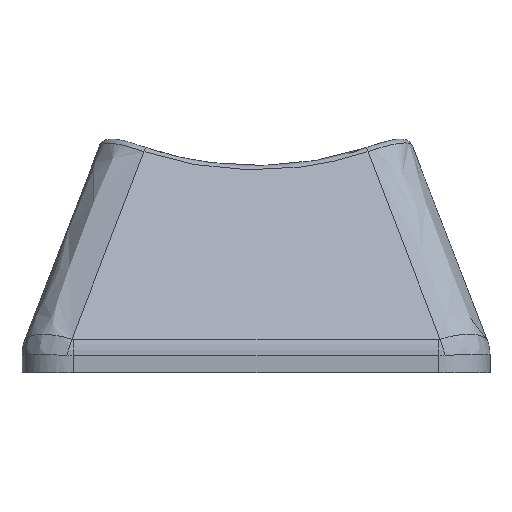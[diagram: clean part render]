
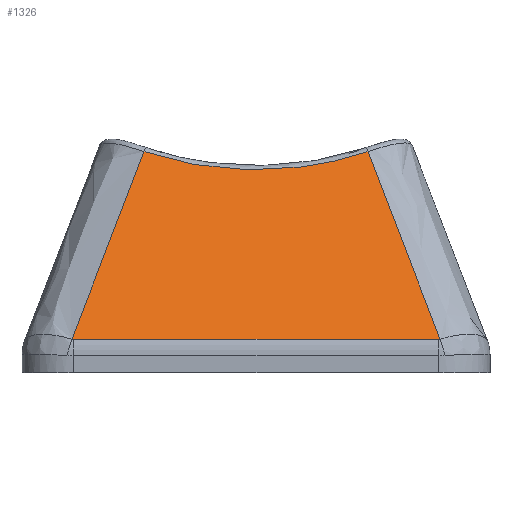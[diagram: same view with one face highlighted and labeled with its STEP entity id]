
A CAD part, front view. The second image highlights one B-rep face of the part: STEP entity #1326.
In plain terms, the highlighted planar face has unit normal (0, -0.906, 0.424).
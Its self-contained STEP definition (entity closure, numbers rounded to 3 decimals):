
#14=PLANE('',#1421);
#41=LINE('',#2091,#97);
#97=VECTOR('',#1495,10.);
#164=ELLIPSE('',#1403,1.179,0.5);
#166=ELLIPSE('',#1408,1.179,0.5);
#232=FACE_OUTER_BOUND('',#315,.T.);
#315=EDGE_LOOP('',(#949,#950,#951,#952,#953,#954));
#430=B_SPLINE_CURVE_WITH_KNOTS('',3,(#2536,#2537,#2538,#2539),
 .UNSPECIFIED.,.F.,.F.,(4,4),(-0.929,-0.078),
 .UNSPECIFIED.);
#432=B_SPLINE_CURVE_WITH_KNOTS('',3,(#2547,#2548,#2549,#2550),
 .UNSPECIFIED.,.F.,.F.,(4,4),(0.078,0.929),
 .UNSPECIFIED.);
#433=B_SPLINE_CURVE_WITH_KNOTS('',3,(#2551,#2552,#2553,#2554),
 .UNSPECIFIED.,.F.,.F.,(4,4),(-0.888,0.),.UNSPECIFIED.);
#515=VERTEX_POINT('',#2047);
#519=VERTEX_POINT('',#2081);
#521=VERTEX_POINT('',#2087);
#523=VERTEX_POINT('',#2108);
#549=VERTEX_POINT('',#2535);
#550=VERTEX_POINT('',#2546);
#659=EDGE_CURVE('',#515,#519,#164,.T.);
#662=EDGE_CURVE('',#519,#521,#41,.T.);
#665=EDGE_CURVE('',#521,#523,#166,.T.);
#704=EDGE_CURVE('',#523,#549,#430,.T.);
#706=EDGE_CURVE('',#550,#515,#432,.T.);
#707=EDGE_CURVE('',#549,#550,#433,.T.);
#949=ORIENTED_EDGE('',*,*,#665,.F.);
#950=ORIENTED_EDGE('',*,*,#662,.F.);
#951=ORIENTED_EDGE('',*,*,#659,.F.);
#952=ORIENTED_EDGE('',*,*,#706,.F.);
#953=ORIENTED_EDGE('',*,*,#707,.F.);
#954=ORIENTED_EDGE('',*,*,#704,.F.);
#1326=ADVANCED_FACE('',(#232),#14,.T.);
#1403=AXIS2_PLACEMENT_3D('',#2085,#1488,#1489);
#1408=AXIS2_PLACEMENT_3D('',#2112,#1500,#1501);
#1421=AXIS2_PLACEMENT_3D('',#2545,#1528,#1529);
#1488=DIRECTION('center_axis',(0.,0.906,-0.424));
#1489=DIRECTION('ref_axis',(0.,-0.424,-0.906));
#1495=DIRECTION('',(-1.,0.,0.));
#1500=DIRECTION('center_axis',(0.,0.906,-0.424));
#1501=DIRECTION('ref_axis',(0.,-0.424,-0.906));
#1528=DIRECTION('center_axis',(0.,-0.906,
0.424));
#1529=DIRECTION('ref_axis',(0.,-0.424,-0.906));
#2047=CARTESIAN_POINT('',(7.145,-8.935,0.311));
#2081=CARTESIAN_POINT('',(7.081,-8.939,0.302));
#2085=CARTESIAN_POINT('Origin',(7.081,-8.439,1.37));
#2087=CARTESIAN_POINT('',(-7.08,-8.939,0.302));
#2091=CARTESIAN_POINT('',(7.525,-8.939,0.302));
#2108=CARTESIAN_POINT('',(-7.145,-8.935,0.311));
#2112=CARTESIAN_POINT('Origin',(-7.08,-8.439,1.37));
#2535=CARTESIAN_POINT('',(-4.347,-5.527,7.588));
#2536=CARTESIAN_POINT('Ctrl Pts',(-7.145,-8.935,0.311));
#2537=CARTESIAN_POINT('Ctrl Pts',(-6.22,-7.798,2.739));
#2538=CARTESIAN_POINT('Ctrl Pts',(-5.289,-6.662,5.165));
#2539=CARTESIAN_POINT('Ctrl Pts',(-4.347,-5.527,7.588));
#2545=CARTESIAN_POINT('Origin',(5.969,-5.088,8.527));
#2546=CARTESIAN_POINT('',(4.347,-5.527,7.588));
#2547=CARTESIAN_POINT('Ctrl Pts',(4.347,-5.527,7.588));
#2548=CARTESIAN_POINT('Ctrl Pts',(5.289,-6.662,5.165));
#2549=CARTESIAN_POINT('Ctrl Pts',(6.22,-7.798,2.739));
#2550=CARTESIAN_POINT('Ctrl Pts',(7.145,-8.935,0.311));
#2551=CARTESIAN_POINT('Ctrl Pts',(-4.347,-5.527,7.588));
#2552=CARTESIAN_POINT('Ctrl Pts',(-1.575,-5.969,6.645));
#2553=CARTESIAN_POINT('Ctrl Pts',(1.575,-5.969,6.645));
#2554=CARTESIAN_POINT('Ctrl Pts',(4.347,-5.527,7.588));
